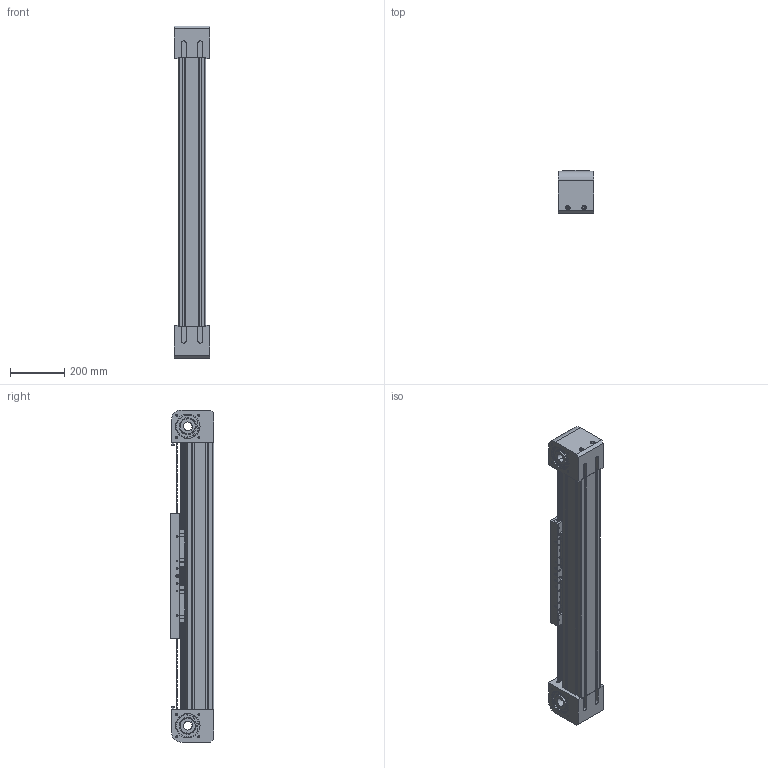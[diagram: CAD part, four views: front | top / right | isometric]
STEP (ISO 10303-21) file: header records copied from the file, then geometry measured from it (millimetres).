
FILE_DESCRIPTION (( 'STEP AP214' ), '1' );
FILE_NAME ('BLM100-500.STEP', '2023-03-14T09:00:59', ( '' ), ( '' ), 'SwSTEP 2.0', 'SolidWorks 2023', '' );
FILE_SCHEMA (( 'AUTOMOTIVE_DESIGN' ));
Length unit declared in the file: millimetre
Products named in the file (1): BLM100-500
Bounding box: 130 x 159 x 1220 mm (x, y, z)
Volume: 14836877.2 mm3; surface area: 1825941.1 mm2
Topology: 49 solids, 57 shells, 3444 faces, 9356 edges, 6069 vertices
Faces by surface type: plane 1696, cylinder 1400, torus 168, sphere 100, cone 56, bspline 24
Entity records: 152776 total; most frequent: CARTESIAN_POINT 25598, DIRECTION 19205, ORIENTED_EDGE 18216, EDGE_CURVE 9108, AXIS2_PLACEMENT_3D 6914, VERTEX_POINT 5933, VECTOR 5377, LINE 5377
